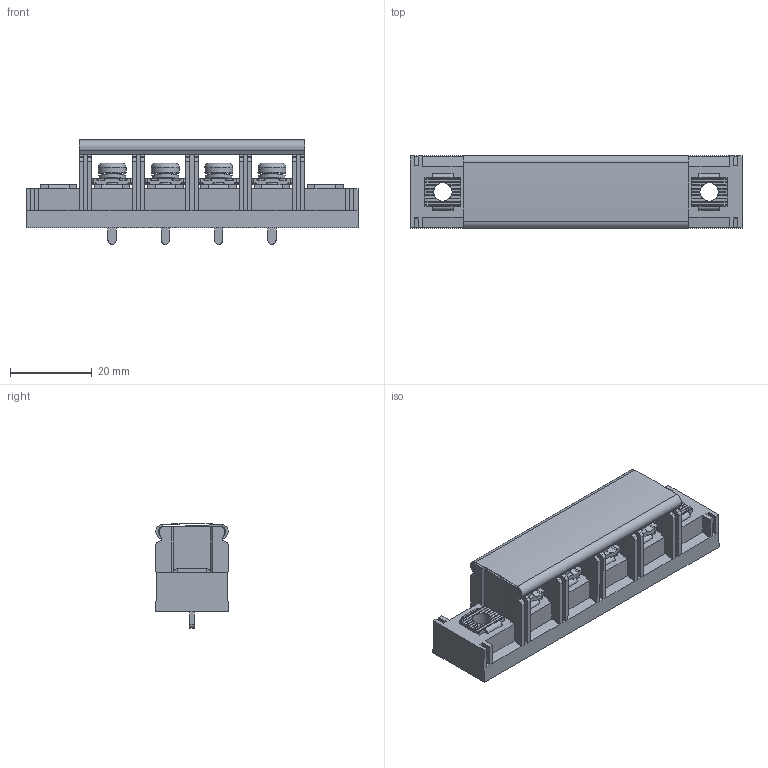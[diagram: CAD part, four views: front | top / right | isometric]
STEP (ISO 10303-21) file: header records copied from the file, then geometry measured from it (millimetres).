
FILE_DESCRIPTION( ( 'Unknown' ), '1' );
FILE_NAME( 'TA7-WM1004.stp', 'Unknown', ( 'Unknown' ), ( 'Unknown' ), 'XStep 1.0', 'Unknown', ' ' );
FILE_SCHEMA( ( 'automotive_design' ) );
Length unit declared in the file: millimetre
Products named in the file (1): 1
Bounding box: 81 x 17.75 x 25.55 mm (x, y, z)
Volume: 14688.6 mm3; surface area: 14235.1 mm2
Topology: 1 solids, 1 shells, 1185 faces, 3390 edges, 2236 vertices
Faces by surface type: plane 797, cylinder 340, cone 20, bspline 16, torus 12
Full cylindrical faces by diameter (mm): 3.4 x12, 4.5 x2, 6.6 x4, 6.8 x4
Entity records: 39685 total; most frequent: CARTESIAN_POINT 8634, ORIENTED_EDGE 6668, DIRECTION 6240, EDGE_CURVE 3334, LINE 2440, VECTOR 2440, VERTEX_POINT 2214, AXIS2_PLACEMENT_3D 1900
